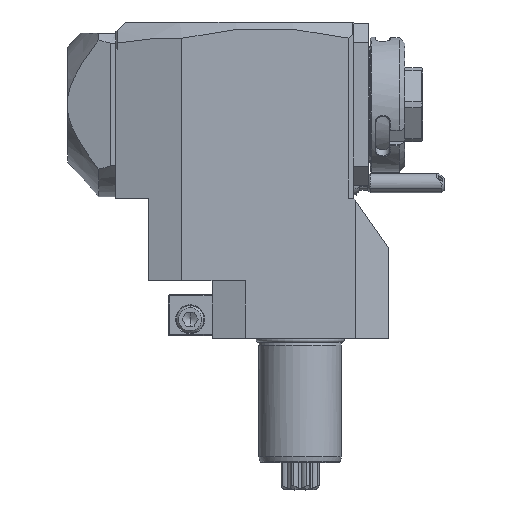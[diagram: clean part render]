
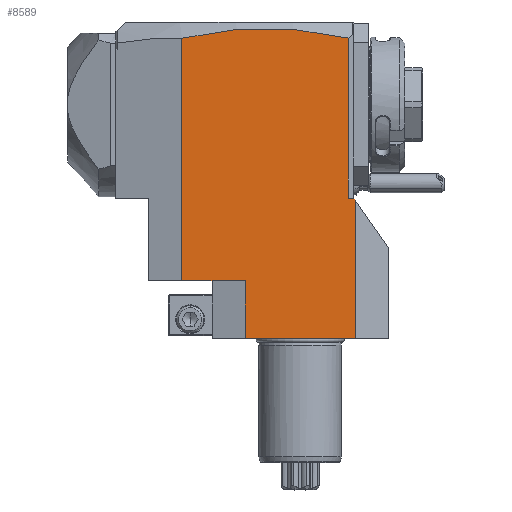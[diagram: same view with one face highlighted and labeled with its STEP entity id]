
A CAD part, top view. The second image highlights one B-rep face of the part: STEP entity #8589.
In plain terms, the highlighted planar face has unit normal (0, 0, 1).
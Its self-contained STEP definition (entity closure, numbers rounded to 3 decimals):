
#21=DIRECTION('',(0.,-1.,0.));
#22=VECTOR('',#21,88.092);
#23=CARTESIAN_POINT('',(-20.,58.092,32.));
#24=LINE('',#23,#22);
#39=CARTESIAN_POINT('',(40.5,58.133,32.));
#40=CARTESIAN_POINT('',(35.458,59.345,32.));
#41=CARTESIAN_POINT('',(25.373,61.145,32.));
#42=CARTESIAN_POINT('',(10.247,62.032,32.));
#43=CARTESIAN_POINT('',(-4.877,61.124,32.));
#44=CARTESIAN_POINT('',(-14.959,59.311,32.));
#45=CARTESIAN_POINT('',(-20.,58.092,32.));
#47=DIRECTION('',(-0.574,0.819,0.));
#48=VECTOR('',#47,0.872);
#49=CARTESIAN_POINT('',(43.,-0.714,32.));
#50=LINE('',#49,#48);
#51=DIRECTION('',(0.,1.,0.));
#52=VECTOR('',#51,50.286);
#53=CARTESIAN_POINT('',(43.,-51.,32.));
#54=LINE('',#53,#52);
#127=DIRECTION('',(1.,0.,0.));
#128=VECTOR('',#127,23.);
#129=CARTESIAN_POINT('',(-20.,-30.,32.));
#130=LINE('',#129,#128);
#772=DIRECTION('',(0.,1.,0.));
#773=VECTOR('',#772,58.133);
#774=CARTESIAN_POINT('',(40.5,0.,32.));
#775=LINE('',#774,#773);
#785=DIRECTION('',(-1.,0.,0.));
#786=VECTOR('',#785,2.);
#787=CARTESIAN_POINT('',(42.5,0.,32.));
#788=LINE('',#787,#786);
#3242=DIRECTION('',(0.,-1.,0.));
#3243=VECTOR('',#3242,21.);
#3244=CARTESIAN_POINT('',(3.,-30.,32.));
#3245=LINE('',#3244,#3243);
#3266=DIRECTION('',(-1.,0.,0.));
#3267=VECTOR('',#3266,40.);
#3268=CARTESIAN_POINT('',(43.,-51.,32.));
#3269=LINE('',#3268,#3267);
#7469=VERTEX_POINT('',#39);
#7470=VERTEX_POINT('',#45);
#8256=CARTESIAN_POINT('',(43.,-51.,32.));
#8257=VERTEX_POINT('',#8256);
#8258=CARTESIAN_POINT('',(3.,-51.,32.));
#8259=VERTEX_POINT('',#8258);
#8300=CARTESIAN_POINT('',(-20.,-30.,32.));
#8302=VERTEX_POINT('',#8300);
#8308=CARTESIAN_POINT('',(43.,-0.714,32.));
#8309=CARTESIAN_POINT('',(42.5,0.,32.));
#8310=VERTEX_POINT('',#8308);
#8311=VERTEX_POINT('',#8309);
#8420=CARTESIAN_POINT('',(40.5,0.,32.));
#8421=VERTEX_POINT('',#8420);
#8506=CARTESIAN_POINT('',(3.,-30.,32.));
#8507=VERTEX_POINT('',#8506);
#8565=CARTESIAN_POINT('',(-44.,0.,32.));
#8566=DIRECTION('',(0.,0.,1.));
#8567=DIRECTION('',(1.,0.,0.));
#8568=AXIS2_PLACEMENT_3D('',#8565,#8566,#8567);
#8569=PLANE('',#8568);
#8571=ORIENTED_EDGE('',*,*,#8570,.F.);
#8573=ORIENTED_EDGE('',*,*,#8572,.T.);
#8575=ORIENTED_EDGE('',*,*,#8574,.F.);
#8577=ORIENTED_EDGE('',*,*,#8576,.F.);
#8578=ORIENTED_EDGE('',*,*,#8548,.F.);
#8580=ORIENTED_EDGE('',*,*,#8579,.F.);
#8582=ORIENTED_EDGE('',*,*,#8581,.F.);
#8584=ORIENTED_EDGE('',*,*,#8583,.F.);
#8586=ORIENTED_EDGE('',*,*,#8585,.F.);
#8587=EDGE_LOOP('',(#8571,#8573,#8575,#8577,#8578,#8580,#8582,#8584,#8586));
#8588=FACE_OUTER_BOUND('',#8587,.F.);
#46=B_SPLINE_CURVE_WITH_KNOTS('',3,(#39,#40,#41,#42,#43,#44,#45),.UNSPECIFIED.,
.F.,.F.,(4,1,1,1,4),(0.,0.25,0.5,0.75,1.),.UNSPECIFIED.);
#8548=EDGE_CURVE('',#7470,#8302,#24,.T.);
#8570=EDGE_CURVE('',#8257,#8310,#54,.T.);
#8572=EDGE_CURVE('',#8257,#8259,#3269,.T.);
#8574=EDGE_CURVE('',#8507,#8259,#3245,.T.);
#8576=EDGE_CURVE('',#8302,#8507,#130,.T.);
#8579=EDGE_CURVE('',#7469,#7470,#46,.T.);
#8581=EDGE_CURVE('',#8421,#7469,#775,.T.);
#8583=EDGE_CURVE('',#8311,#8421,#788,.T.);
#8585=EDGE_CURVE('',#8310,#8311,#50,.T.);
#8589=ADVANCED_FACE('',(#8588),#8569,.T.);
